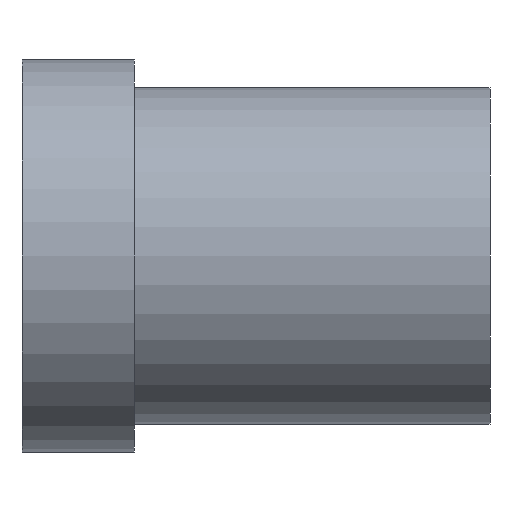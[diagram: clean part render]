
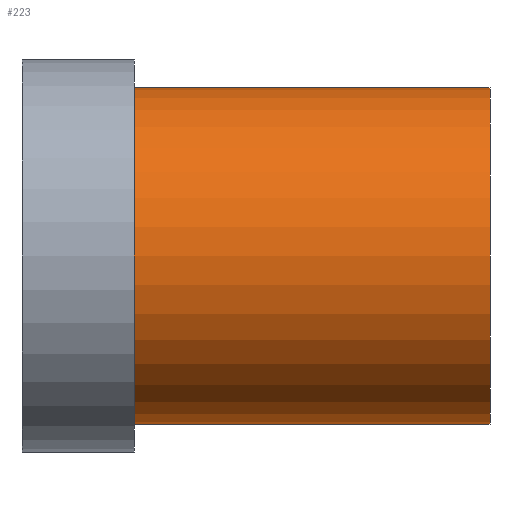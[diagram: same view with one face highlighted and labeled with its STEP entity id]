
A CAD part, left-side view. The second image highlights one B-rep face of the part: STEP entity #223.
In plain terms, the highlighted cylindrical face has radius 6 mm (diameter 12 mm), a partial arc.
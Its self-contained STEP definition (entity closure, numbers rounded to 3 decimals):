
#11 = VECTOR ( 'NONE', #536, 1000. ) ;
#31 = ORIENTED_EDGE ( 'NONE', *, *, #353, .T. ) ;
#44 = VERTEX_POINT ( 'NONE', #276 ) ;
#52 = EDGE_CURVE ( 'NONE', #293, #156, #356, .T. ) ;
#76 = AXIS2_PLACEMENT_3D ( 'NONE', #608, #283, #138 ) ;
#88 = AXIS2_PLACEMENT_3D ( 'NONE', #153, #208, #512 ) ;
#138 = DIRECTION ( 'NONE',  ( 0., 0., 1. ) ) ;
#153 = CARTESIAN_POINT ( 'NONE',  ( 0., 0., 0. ) ) ;
#155 = LINE ( 'NONE', #430, #11 ) ;
#156 = VERTEX_POINT ( 'NONE', #444 ) ;
#163 = ORIENTED_EDGE ( 'NONE', *, *, #52, .T. ) ;
#180 = ORIENTED_EDGE ( 'NONE', *, *, #498, .F. ) ;
#208 = DIRECTION ( 'NONE',  ( 0., 1., 0. ) ) ;
#217 = CARTESIAN_POINT ( 'NONE',  ( 0., 0., -6. ) ) ;
#223 = ADVANCED_FACE ( 'NONE', ( #665 ), #613, .T. ) ;
#252 = DIRECTION ( 'NONE',  ( 0., -1., 0. ) ) ;
#276 = CARTESIAN_POINT ( 'NONE',  ( 0., 12.7, 6. ) ) ;
#283 = DIRECTION ( 'NONE',  ( 0., 1., 0. ) ) ;
#292 = CARTESIAN_POINT ( 'NONE',  ( 0., 12.7, 0. ) ) ;
#293 = VERTEX_POINT ( 'NONE', #217 ) ;
#307 = CARTESIAN_POINT ( 'NONE',  ( 0., 12.7, -6. ) ) ;
#308 = LINE ( 'NONE', #307, #326 ) ;
#309 = ORIENTED_EDGE ( 'NONE', *, *, #609, .F. ) ;
#326 = VECTOR ( 'NONE', #460, 1000. ) ;
#340 = DIRECTION ( 'NONE',  ( 0., 0., -1. ) ) ;
#346 = EDGE_LOOP ( 'NONE', ( #180, #309, #31, #163 ) ) ;
#353 = EDGE_CURVE ( 'NONE', #592, #293, #308, .T. ) ;
#356 = CIRCLE ( 'NONE', #88, 6. ) ;
#379 = CARTESIAN_POINT ( 'NONE',  ( 0., 12.7, -6. ) ) ;
#430 = CARTESIAN_POINT ( 'NONE',  ( 0., 12.7, 6. ) ) ;
#444 = CARTESIAN_POINT ( 'NONE',  ( 0., 0., 6. ) ) ;
#460 = DIRECTION ( 'NONE',  ( 0., -1., 0. ) ) ;
#470 = CIRCLE ( 'NONE', #76, 6. ) ;
#498 = EDGE_CURVE ( 'NONE', #44, #156, #155, .T. ) ;
#512 = DIRECTION ( 'NONE',  ( 0., 0., 1. ) ) ;
#536 = DIRECTION ( 'NONE',  ( 0., -1., 0. ) ) ;
#569 = AXIS2_PLACEMENT_3D ( 'NONE', #292, #252, #340 ) ;
#592 = VERTEX_POINT ( 'NONE', #379 ) ;
#608 = CARTESIAN_POINT ( 'NONE',  ( 0., 12.7, 0. ) ) ;
#609 = EDGE_CURVE ( 'NONE', #592, #44, #470, .T. ) ;
#613 = CYLINDRICAL_SURFACE ( 'NONE', #569, 6. ) ;
#665 = FACE_OUTER_BOUND ( 'NONE', #346, .T. ) ;
